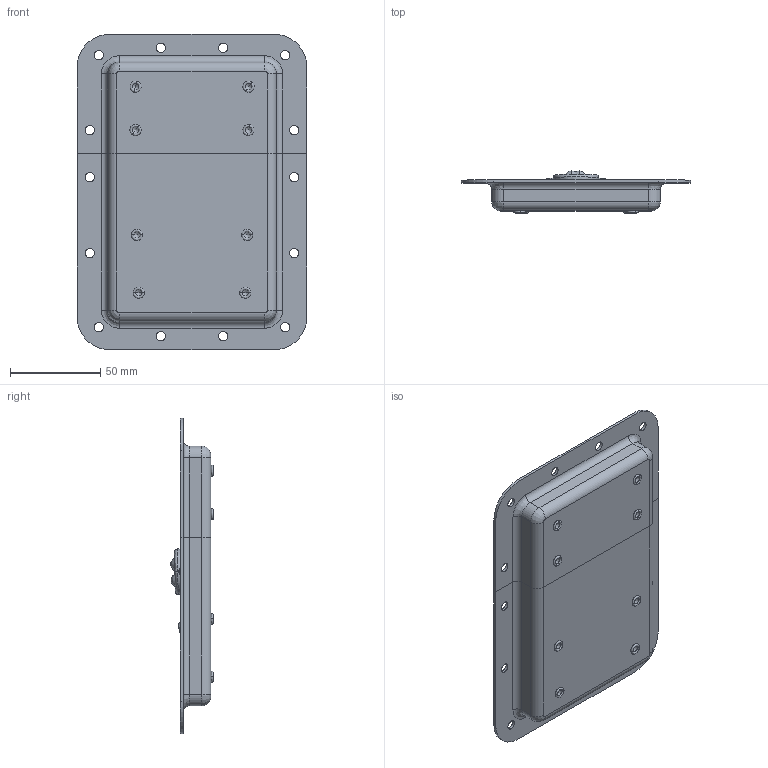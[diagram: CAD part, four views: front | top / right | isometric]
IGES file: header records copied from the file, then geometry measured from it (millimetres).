
Start section: SolidWorks IGES file using analytic representation for surfaces
Global section: file name: 172501.IGS; native system: SolidWorks 2011; preprocessor: SolidWorks 2011; author: martinb; date: 110119.093348; units: millimetre
Bounding box: 127 x 23.39 x 174.5 mm (x, y, z)
Volume: 71385.8 mm3; surface area: 97178.3 mm2
Topology: 23 solids, 27 shells, 769 faces, 2016 edges, 1254 vertices
Faces by surface type: revolution 423, plane 264, bspline 82
